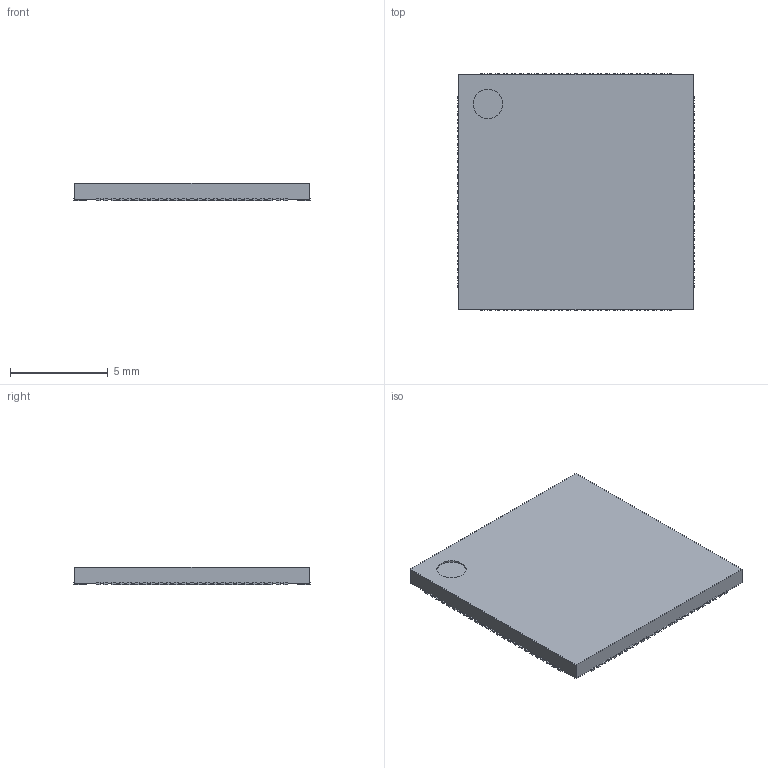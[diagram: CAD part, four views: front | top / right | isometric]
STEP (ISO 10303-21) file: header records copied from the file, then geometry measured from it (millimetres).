
FILE_DESCRIPTION(('FreeCAD Model'),'2;1');
FILE_NAME('2290487.1.1.stp','2020-04-11T00:07:38',( 'Author'),(''),'Open CASCADE STEP processor 6.9','FreeCAD','Unknown' );
FILE_SCHEMA(('AUTOMOTIVE_DESIGN { 1 0 10303 214 1 1 1 1 }'));
Length unit declared in the file: millimetre
Products named in the file (5): ASSEMBLY; Body; ThermalPin; PinsArrayLR; PinsArrayTB
Assembly tree (4 placements, depth 2):
  ASSEMBLY
    Body
    ThermalPin
    PinsArrayLR
    PinsArrayTB
Bounding box: 12.1 x 12.1 x 0.9 mm (x, y, z)
Volume: 129.9 mm3; surface area: 501.7 mm2
Topology: 102 solids, 102 shells, 614 faces, 1227 edges, 818 vertices
Faces by surface type: plane 513, cylinder 101
Full cylindrical faces by diameter (mm): 1.5 x1
Entity records: 32808 total; most frequent: CARTESIAN_POINT 5718, DIRECTION 5021, LINE 3277, VECTOR 3277, ORIENTED_EDGE 2454, PCURVE 2454, DEFINITIONAL_REPRESENTATION 2454, EDGE_CURVE 1227
